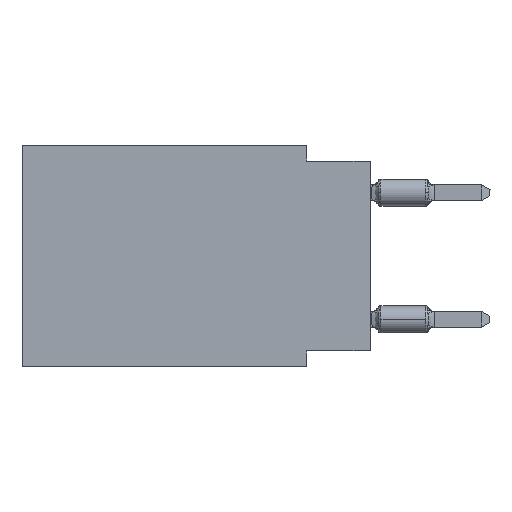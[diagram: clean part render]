
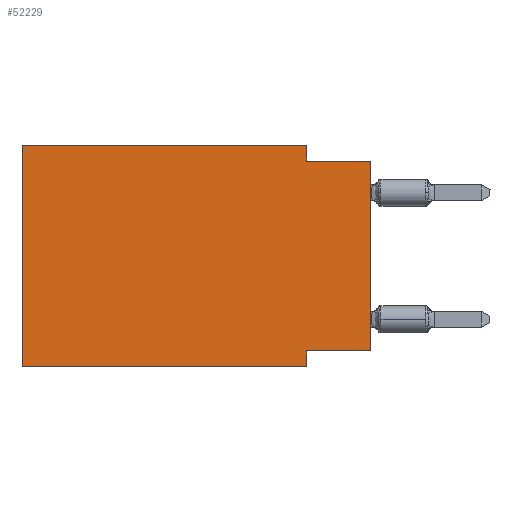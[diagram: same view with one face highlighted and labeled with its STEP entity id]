
A CAD part, left-side view. The second image highlights one B-rep face of the part: STEP entity #52229.
In plain terms, the highlighted planar face has unit normal (-1, 0, 0).
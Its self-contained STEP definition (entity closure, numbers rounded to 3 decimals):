
#169 = VECTOR ( 'NONE', #64804, 1000. ) ;
#879 = DIRECTION ( 'NONE',  ( 0., 0., 1. ) ) ;
#3814 = AXIS2_PLACEMENT_3D ( 'NONE', #10773, #58575, #31835 ) ;
#4659 = CARTESIAN_POINT ( 'NONE',  ( 0., 0., -8.255 ) ) ;
#5859 = LINE ( 'NONE', #32273, #69828 ) ;
#7728 = LINE ( 'NONE', #67607, #62915 ) ;
#8582 = VERTEX_POINT ( 'NONE', #62700 ) ;
#9301 = ORIENTED_EDGE ( 'NONE', *, *, #44577, .F. ) ;
#9701 = VERTEX_POINT ( 'NONE', #56642 ) ;
#10047 = CARTESIAN_POINT ( 'NONE',  ( 0., 0., -0.635 ) ) ;
#10279 = EDGE_CURVE ( 'NONE', #62455, #69204, #5859, .T. ) ;
#10773 = CARTESIAN_POINT ( 'NONE',  ( 0., 13.97, 0. ) ) ;
#10821 = CARTESIAN_POINT ( 'NONE',  ( 0., 2.54, -0.635 ) ) ;
#11259 = EDGE_CURVE ( 'NONE', #62455, #70306, #53513, .T. ) ;
#12377 = DIRECTION ( 'NONE',  ( 0., -1., 0. ) ) ;
#14678 = CARTESIAN_POINT ( 'NONE',  ( 0., 13.97, 0. ) ) ;
#22157 = VECTOR ( 'NONE', #26412, 1000. ) ;
#22613 = CARTESIAN_POINT ( 'NONE',  ( 0., 0., -0.635 ) ) ;
#26207 = DIRECTION ( 'NONE',  ( 0., -1., 0. ) ) ;
#26412 = DIRECTION ( 'NONE',  ( 0., 1., 0. ) ) ;
#26553 = CARTESIAN_POINT ( 'NONE',  ( 0., 13.97, -8.89 ) ) ;
#27032 = CARTESIAN_POINT ( 'NONE',  ( 0., 2.54, 0. ) ) ;
#27620 = ORIENTED_EDGE ( 'NONE', *, *, #10279, .T. ) ;
#29764 = VERTEX_POINT ( 'NONE', #10821 ) ;
#29831 = CARTESIAN_POINT ( 'NONE',  ( 0., 2.54, -8.255 ) ) ;
#30524 = VECTOR ( 'NONE', #68158, 1000. ) ;
#30696 = ORIENTED_EDGE ( 'NONE', *, *, #61720, .T. ) ;
#31116 = VERTEX_POINT ( 'NONE', #46612 ) ;
#31806 = DIRECTION ( 'NONE',  ( 0., -1., 0. ) ) ;
#31835 = DIRECTION ( 'NONE',  ( 0., 0., -1. ) ) ;
#32273 = CARTESIAN_POINT ( 'NONE',  ( 0., 0., 0. ) ) ;
#34808 = EDGE_CURVE ( 'NONE', #9701, #54456, #46429, .T. ) ;
#35295 = EDGE_CURVE ( 'NONE', #70306, #31116, #65171, .T. ) ;
#35889 = ORIENTED_EDGE ( 'NONE', *, *, #68471, .F. ) ;
#36696 = CARTESIAN_POINT ( 'NONE',  ( 0., 2.54, -8.89 ) ) ;
#40662 = CARTESIAN_POINT ( 'NONE',  ( 0., 0., -8.255 ) ) ;
#41080 = ORIENTED_EDGE ( 'NONE', *, *, #43638, .F. ) ;
#43638 = EDGE_CURVE ( 'NONE', #8582, #29764, #68492, .T. ) ;
#43964 = ORIENTED_EDGE ( 'NONE', *, *, #35295, .F. ) ;
#44577 = EDGE_CURVE ( 'NONE', #54456, #8582, #7728, .T. ) ;
#46429 = LINE ( 'NONE', #14678, #30524 ) ;
#46612 = CARTESIAN_POINT ( 'NONE',  ( 0., 2.54, -8.89 ) ) ;
#48581 = PLANE ( 'NONE',  #3814 ) ;
#52147 = VECTOR ( 'NONE', #26207, 1000. ) ;
#52229 = ADVANCED_FACE ( 'NONE', ( #53934 ), #48581, .F. ) ;
#53095 = DIRECTION ( 'NONE',  ( 0., 0., -1. ) ) ;
#53513 = LINE ( 'NONE', #4659, #22157 ) ;
#53934 = FACE_OUTER_BOUND ( 'NONE', #70330, .T. ) ;
#54456 = VERTEX_POINT ( 'NONE', #59070 ) ;
#56056 = ORIENTED_EDGE ( 'NONE', *, *, #11259, .F. ) ;
#56642 = CARTESIAN_POINT ( 'NONE',  ( 0., 13.97, -8.89 ) ) ;
#58342 = VECTOR ( 'NONE', #31806, 1000. ) ;
#58575 = DIRECTION ( 'NONE',  ( 1., 0., 0. ) ) ;
#58897 = LINE ( 'NONE', #10047, #58342 ) ;
#58990 = LINE ( 'NONE', #26553, #52147 ) ;
#59070 = CARTESIAN_POINT ( 'NONE',  ( 0., 13.97, 0. ) ) ;
#61291 = VECTOR ( 'NONE', #53095, 1000. ) ;
#61720 = EDGE_CURVE ( 'NONE', #9701, #31116, #58990, .T. ) ;
#62455 = VERTEX_POINT ( 'NONE', #40662 ) ;
#62700 = CARTESIAN_POINT ( 'NONE',  ( 0., 2.54, 0. ) ) ;
#62915 = VECTOR ( 'NONE', #12377, 1000. ) ;
#64804 = DIRECTION ( 'NONE',  ( 0., 0., -1. ) ) ;
#65171 = LINE ( 'NONE', #36696, #61291 ) ;
#67607 = CARTESIAN_POINT ( 'NONE',  ( 0., 13.97, 0. ) ) ;
#67934 = ORIENTED_EDGE ( 'NONE', *, *, #34808, .F. ) ;
#68158 = DIRECTION ( 'NONE',  ( 0., 0., 1. ) ) ;
#68471 = EDGE_CURVE ( 'NONE', #29764, #69204, #58897, .T. ) ;
#68492 = LINE ( 'NONE', #27032, #169 ) ;
#69204 = VERTEX_POINT ( 'NONE', #22613 ) ;
#69828 = VECTOR ( 'NONE', #879, 1000. ) ;
#70306 = VERTEX_POINT ( 'NONE', #29831 ) ;
#70330 = EDGE_LOOP ( 'NONE', ( #27620, #35889, #41080, #9301, #67934, #30696, #43964, #56056 ) ) ;
